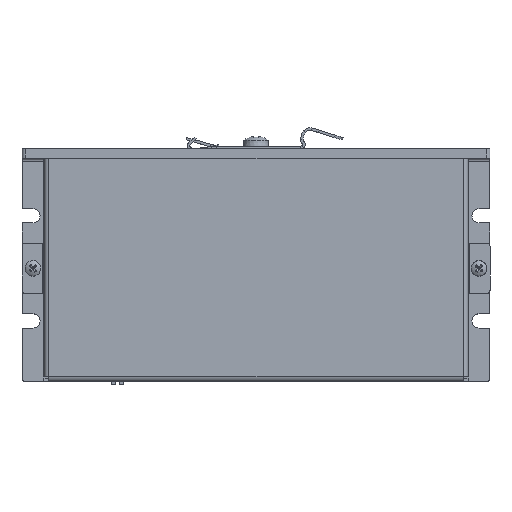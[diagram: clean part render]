
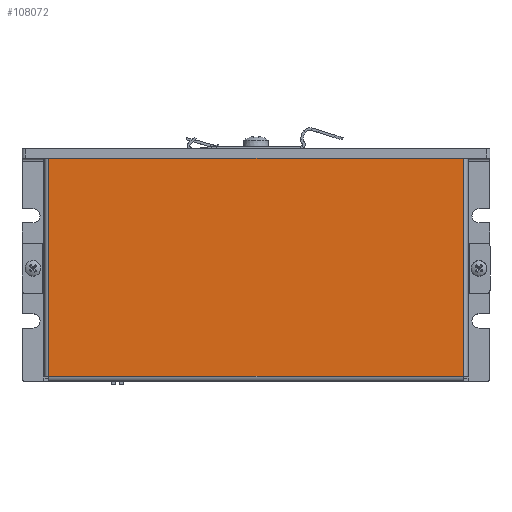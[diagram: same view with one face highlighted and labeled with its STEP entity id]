
A CAD part, top view. The second image highlights one B-rep face of the part: STEP entity #108072.
In plain terms, the highlighted planar face has unit normal (0, 0, 1).
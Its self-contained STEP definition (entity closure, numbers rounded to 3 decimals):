
#10610=FACE_OUTER_BOUND('',#16576,.T.);
#16576=EDGE_LOOP('',(#88968,#88969,#88970,#88971));
#20320=LINE('',#152584,#31504);
#27029=LINE('',#179399,#38213);
#27040=LINE('',#179429,#38224);
#27041=LINE('',#179430,#38225);
#31504=VECTOR('',#122574,132.);
#38213=VECTOR('',#139105,69.5);
#38224=VECTOR('',#139142,132.);
#38225=VECTOR('',#139143,69.5);
#42069=VERTEX_POINT('',#152154);
#42080=VERTEX_POINT('',#152175);
#47796=VERTEX_POINT('',#179397);
#47802=VERTEX_POINT('',#179428);
#52830=EDGE_CURVE('',#42080,#42069,#20320,.T.);
#61788=EDGE_CURVE('',#42080,#47796,#27029,.T.);
#61803=EDGE_CURVE('',#47796,#47802,#27040,.T.);
#61804=EDGE_CURVE('',#47802,#42069,#27041,.T.);
#88968=ORIENTED_EDGE('',*,*,#61788,.T.);
#88969=ORIENTED_EDGE('',*,*,#61803,.T.);
#88970=ORIENTED_EDGE('',*,*,#61804,.T.);
#88971=ORIENTED_EDGE('',*,*,#52830,.F.);
#97067=PLANE('',#115537);
#108072=ADVANCED_FACE('',(#10610),#97067,.T.);
#115537=AXIS2_PLACEMENT_3D('',#179427,#139140,#139141);
#122574=DIRECTION('',(1.,0.,0.));
#139105=DIRECTION('',(0.,-1.,0.));
#139140=DIRECTION('center_axis',(0.,0.,
1.));
#139141=DIRECTION('ref_axis',(1.,0.,0.));
#139142=DIRECTION('',(1.,0.,0.));
#139143=DIRECTION('',(0.,1.,0.));
#152154=CARTESIAN_POINT('',(141.488,27.488,1.098));
#152175=CARTESIAN_POINT('',(9.488,27.488,1.098));
#152584=CARTESIAN_POINT('',(9.488,27.488,1.098));
#179397=CARTESIAN_POINT('',(9.488,-42.012,1.098));
#179399=CARTESIAN_POINT('',(9.488,27.488,1.098));
#179427=CARTESIAN_POINT('Origin',(75.488,-8.012,1.098));
#179428=CARTESIAN_POINT('',(141.488,-42.012,1.098));
#179429=CARTESIAN_POINT('',(9.488,-42.012,1.098));
#179430=CARTESIAN_POINT('',(141.488,-42.012,1.098));
